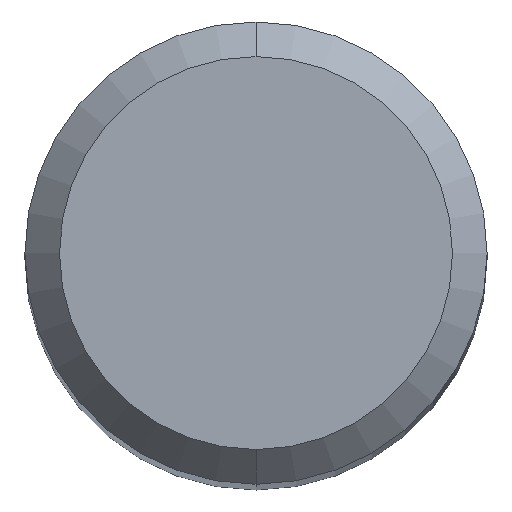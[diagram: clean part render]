
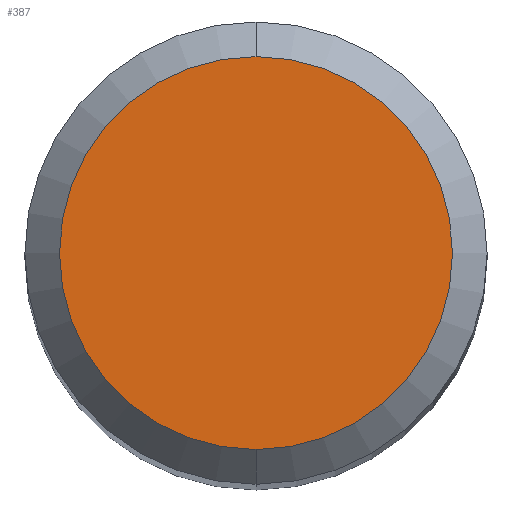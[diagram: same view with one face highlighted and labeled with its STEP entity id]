
A CAD part, top view. The second image highlights one B-rep face of the part: STEP entity #387.
In plain terms, the highlighted planar face has unit normal (0, 0, 1).
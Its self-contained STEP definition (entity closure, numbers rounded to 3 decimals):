
#227=EDGE_CURVE('',#411,#357,#540,.T.);
#357=VERTEX_POINT('',#681);
#387=ADVANCED_FACE('',(#718),#719,.T.);
#411=VERTEX_POINT('',#746);
#443=EDGE_CURVE('',#357,#411,#778,.T.);
#540=CIRCLE('',#907,1.7);
#681=CARTESIAN_POINT('',(0.,-1.7,0.));
#718=FACE_OUTER_BOUND('',#1310,.T.);
#719=PLANE('',#1311);
#746=CARTESIAN_POINT('',(0.0,1.7,0.));
#778=CIRCLE('',#1399,1.7);
#907=AXIS2_PLACEMENT_3D('',#1522,#1523,#1524);
#1310=EDGE_LOOP('',(#1725,#1726));
#1311=AXIS2_PLACEMENT_3D('',#1727,#1728,#1729);
#1399=AXIS2_PLACEMENT_3D('',#1776,#1777,#1778);
#1522=CARTESIAN_POINT('',(0.0,0.0,0.));
#1523=DIRECTION('',(0.0,0.0,-1.0));
#1524=DIRECTION('',(0.0,1.0,0.0));
#1725=ORIENTED_EDGE('',*,*,#227,.F.);
#1726=ORIENTED_EDGE('',*,*,#443,.F.);
#1727=CARTESIAN_POINT('',(0.0,0.85,0.));
#1728=DIRECTION('',(-0.0,0.0,1.0));
#1729=DIRECTION('',(0.0,-1.0,0.0));
#1776=CARTESIAN_POINT('',(0.0,0.0,0.));
#1777=DIRECTION('',(0.0,0.0,-1.0));
#1778=DIRECTION('',(0.0,1.0,0.0));
